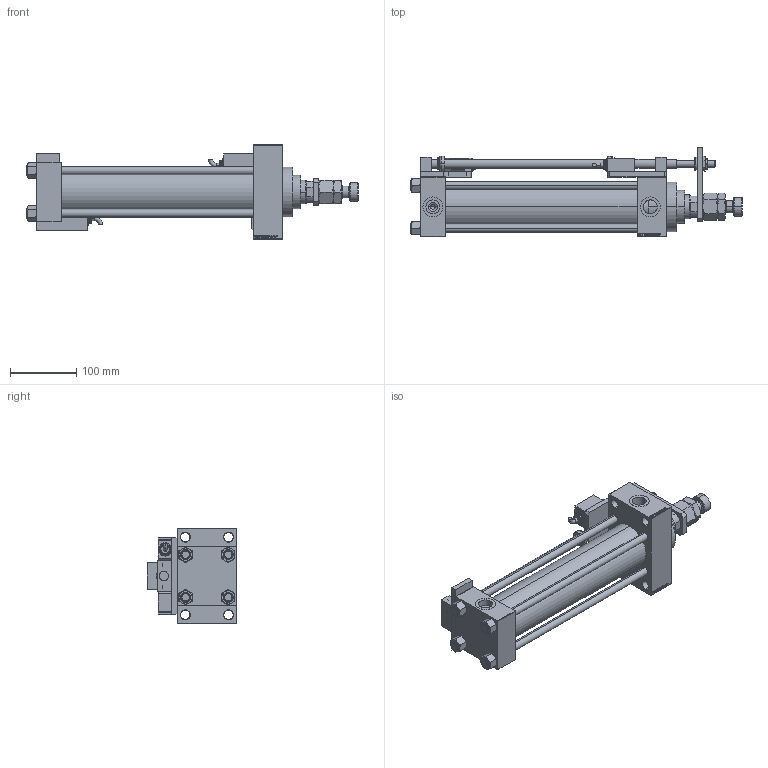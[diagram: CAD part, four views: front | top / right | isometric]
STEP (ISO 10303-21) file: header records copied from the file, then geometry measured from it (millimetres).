
FILE_DESCRIPTION (( 'STEP AP203' ), '1' );
FILE_NAME ('78cb.STEP', '2022-04-16T20:58:30', ( '' ), ( '' ), 'SwSTEP 2.0', 'SolidWorks 2019', '' );
FILE_SCHEMA (( 'CONFIG_CONTROL_DESIGN' ));
Length unit declared in the file: millimetre
Products named in the file (18): V215CD_SWITCH_Q_NUT a14a33dfa13cdec3136e0d91f7af97b1; Zatka_pro_OIL_PORT a14a33dfa13cdec3136e0d91f7af97b1; V215CD_VCP_D a14a33dfa13cdec3136e0d91f7af97b1; V215CD_SWITCH_Q_MAGNET a14a33dfa13cdec3136e0d91f7af97b1; V215CD_SWITCH_Q_PODLOZKA_FRONT a14a33dfa13cdec3136e0d91f7af97b1; V215CD_VC_A a14a33dfa13cdec3136e0d91f7af97b1; V215CD_SWITCH_Q_ZARAZKA a14a33dfa13cdec3136e0d91f7af97b1; V215CD_D_Body a14a33dfa13cdec3136e0d91f7af97b1; V215CD_SWITCH_Q_PODLOZKA_BACK a14a33dfa13cdec3136e0d91f7af97b1; V215CD_MFAS_SWITCH_Q a14a33dfa13cdec3136e0d91f7af97b1; V215CD_D_TYCINKA a14a33dfa13cdec3136e0d91f7af97b1; V215CD_SWITCH_Q_TYC a14a33dfa13cdec3136e0d91f7af97b1; V215CD_NUT_M5_D a14a33dfa13cdec3136e0d91f7af97b1; V215CD_SWITCH_Q_NUT10 a14a33dfa13cdec3136e0d91f7af97b1; V215CD_SWITCH_Q_SWITCH a14a33dfa13cdec3136e0d91f7af97b1; V215CD_SWITCH_Q_DIMA a14a33dfa13cdec3136e0d91f7af97b1; V215CD_SWITCH_Q_BLOK a14a33dfa13cdec3136e0d91f7af97b1; 78cb
Assembly tree (26 placements, depth 2):
  78cb
    V215CD_D_Body a14a33dfa13cdec3136e0d91f7af97b1
    V215CD_VC_A a14a33dfa13cdec3136e0d91f7af97b1
    V215CD_VCP_D a14a33dfa13cdec3136e0d91f7af97b1
    V215CD_D_TYCINKA a14a33dfa13cdec3136e0d91f7af97b1  x4
    V215CD_NUT_M5_D a14a33dfa13cdec3136e0d91f7af97b1  x4
    V215CD_SWITCH_Q_BLOK a14a33dfa13cdec3136e0d91f7af97b1  x2
    V215CD_SWITCH_Q_DIMA a14a33dfa13cdec3136e0d91f7af97b1
    V215CD_SWITCH_Q_MAGNET a14a33dfa13cdec3136e0d91f7af97b1  x2
    V215CD_SWITCH_Q_NUT a14a33dfa13cdec3136e0d91f7af97b1
    V215CD_SWITCH_Q_NUT10 a14a33dfa13cdec3136e0d91f7af97b1
    V215CD_SWITCH_Q_PODLOZKA_BACK a14a33dfa13cdec3136e0d91f7af97b1
    V215CD_SWITCH_Q_PODLOZKA_FRONT a14a33dfa13cdec3136e0d91f7af97b1
    V215CD_SWITCH_Q_SWITCH a14a33dfa13cdec3136e0d91f7af97b1  x2
    V215CD_SWITCH_Q_TYC a14a33dfa13cdec3136e0d91f7af97b1
    V215CD_SWITCH_Q_ZARAZKA a14a33dfa13cdec3136e0d91f7af97b1
    V215CD_MFAS_SWITCH_Q a14a33dfa13cdec3136e0d91f7af97b1
    Zatka_pro_OIL_PORT a14a33dfa13cdec3136e0d91f7af97b1
Bounding box: 500 x 135 x 142 mm (x, y, z)
Volume: 1936723.6 mm3; surface area: 467442.6 mm2
Topology: 26 solids, 26 shells, 1439 faces, 3503 edges, 2250 vertices
Faces by surface type: plane 660, bspline 368, cone 203, cylinder 168, torus 40
Entity records: 56554 total; most frequent: CARTESIAN_POINT 27150, ORIENTED_EDGE 6174, DIRECTION 4448, EDGE_CURVE 3087, VERTEX_POINT 2002, LINE 1776, VECTOR 1776, EDGE_LOOP 1413
